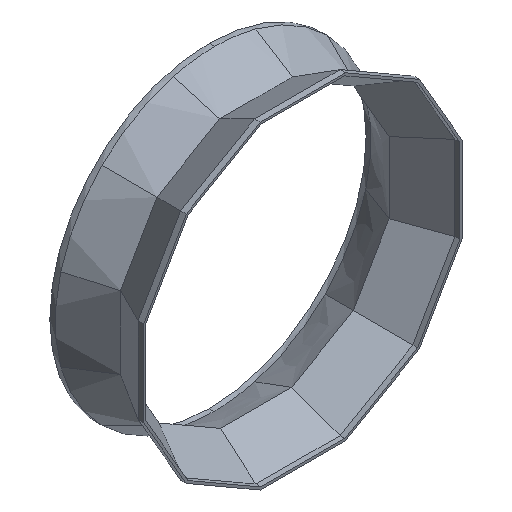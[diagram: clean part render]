
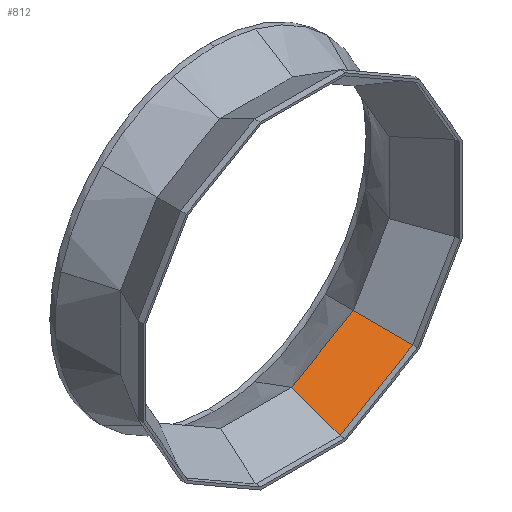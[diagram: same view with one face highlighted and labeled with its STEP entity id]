
A CAD part, isometric view. The second image highlights one B-rep face of the part: STEP entity #812.
In plain terms, the highlighted planar face has unit normal (-0.433, -0.499, 0.75).
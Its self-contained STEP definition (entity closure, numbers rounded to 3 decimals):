
#16 = DIRECTION ( 'NONE',  ( -0.866, 0., -0.5 ) ) ;
#37 = CARTESIAN_POINT ( 'NONE',  ( 13.055, 15.05, -22.612 ) ) ;
#43 = LINE ( 'NONE', #1034, #2396 ) ;
#193 = ORIENTED_EDGE ( 'NONE', *, *, #2739, .T. ) ;
#274 = ORIENTED_EDGE ( 'NONE', *, *, #3209, .F. ) ;
#502 = VERTEX_POINT ( 'NONE', #1958 ) ;
#759 = CARTESIAN_POINT ( 'NONE',  ( 16.688, 10.21, -23.737 ) ) ;
#772 = DIRECTION ( 'NONE',  ( -0.133, 0.859, 0.495 ) ) ;
#776 = VECTOR ( 'NONE', #772, 1000. ) ;
#777 = CARTESIAN_POINT ( 'NONE',  ( 7.75, 10.172, -28.922 ) ) ;
#783 = DIRECTION ( 'NONE',  ( -0.433, -0.499, 0.75 ) ) ;
#812 = ADVANCED_FACE ( 'NONE', ( #3064 ), #1515, .T. ) ;
#893 = B_SPLINE_CURVE_WITH_KNOTS ( 'NONE', 3,
 ( #3002, #759, #929, #777 ),
 .UNSPECIFIED., .F., .F.,
 ( 4, 4 ),
 ( 0.024, 0.039 ),
 .UNSPECIFIED. ) ;
#929 = CARTESIAN_POINT ( 'NONE',  ( 12.213, 10.21, -26.32 ) ) ;
#934 = VECTOR ( 'NONE', #16, 1000. ) ;
#1034 = CARTESIAN_POINT ( 'NONE',  ( 18.778, 15.847, -18.778 ) ) ;
#1499 = VERTEX_POINT ( 'NONE', #2917 ) ;
#1515 = PLANE ( 'NONE',  #1995 ) ;
#1552 = LINE ( 'NONE', #2047, #776 ) ;
#1811 = DIRECTION ( 'NONE',  ( -0.362, 0.859, 0.362 ) ) ;
#1862 = CARTESIAN_POINT ( 'NONE',  ( 9.156, 1.066, -34.171 ) ) ;
#1890 = VERTEX_POINT ( 'NONE', #3080 ) ;
#1958 = CARTESIAN_POINT ( 'NONE',  ( 25.015, 1.066, -25.015 ) ) ;
#1995 = AXIS2_PLACEMENT_3D ( 'NONE', #37, #783, #2770 ) ;
#2047 = CARTESIAN_POINT ( 'NONE',  ( 6.873, 15.847, -25.651 ) ) ;
#2242 = CARTESIAN_POINT ( 'NONE',  ( 17.085, 1.066, -29.593 ) ) ;
#2381 = ORIENTED_EDGE ( 'NONE', *, *, #3189, .T. ) ;
#2396 = VECTOR ( 'NONE', #1811, 1000. ) ;
#2427 = EDGE_LOOP ( 'NONE', ( #2624, #274, #193, #2381 ) ) ;
#2494 = VERTEX_POINT ( 'NONE', #1862 ) ;
#2624 = ORIENTED_EDGE ( 'NONE', *, *, #2636, .F. ) ;
#2636 = EDGE_CURVE ( 'NONE', #2494, #1499, #1552, .T. ) ;
#2731 = LINE ( 'NONE', #2242, #934 ) ;
#2739 = EDGE_CURVE ( 'NONE', #502, #1890, #43, .T. ) ;
#2770 = DIRECTION ( 'NONE',  ( 0., -0.832, -0.554 ) ) ;
#2917 = CARTESIAN_POINT ( 'NONE',  ( 7.75, 10.172, -28.922 ) ) ;
#3002 = CARTESIAN_POINT ( 'NONE',  ( 21.173, 10.172, -21.173 ) ) ;
#3064 = FACE_OUTER_BOUND ( 'NONE', #2427, .T. ) ;
#3080 = CARTESIAN_POINT ( 'NONE',  ( 21.173, 10.172, -21.173 ) ) ;
#3189 = EDGE_CURVE ( 'NONE', #1890, #1499, #893, .T. ) ;
#3209 = EDGE_CURVE ( 'NONE', #502, #2494, #2731, .T. ) ;
